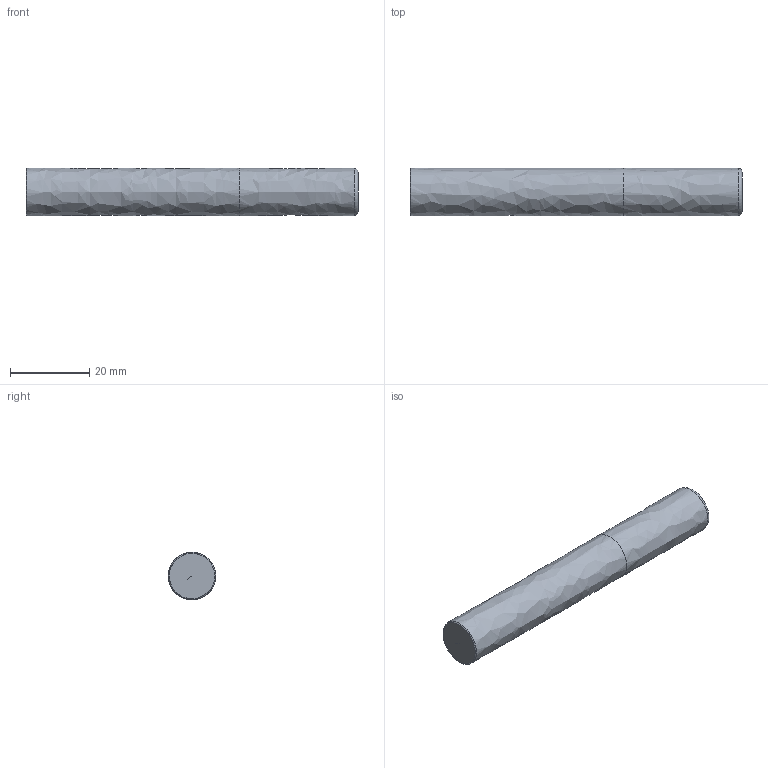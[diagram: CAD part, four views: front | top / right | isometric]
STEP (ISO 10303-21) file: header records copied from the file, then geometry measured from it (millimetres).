
FILE_DESCRIPTION ((), '1');
FILE_NAME ('VMH 12-1_0R.STP', '2020-04-18T10:39:06', ('Unknown'), ('M.A.FORD Europe Ltd'), 'OneCNC-XR7 Mill 3D Expert', 'OneCNC-XR7 Mill 3D Expert', '');
FILE_SCHEMA (('CONFIG_CONTROL_DESIGN'));
Length unit declared in the file: millimetre
Bounding box: 84 x 12 x 12 mm (x, y, z)
Volume: 9490.4 mm3; surface area: 3370.7 mm2
Topology: 1 solids, 1 shells, 6 faces, 13 edges, 7 vertices
Faces by surface type: bspline 6
Entity records: 1325 total; most frequent: CARTESIAN_POINT 1163, ORIENTED_EDGE 22, EDGE_CURVE 11, B_SPLINE_CURVE_WITH_KNOTS 8, PERSON 8, ORGANIZATION 8, PERSON_AND_ORGANIZATION 8, VERTEX_POINT 7
